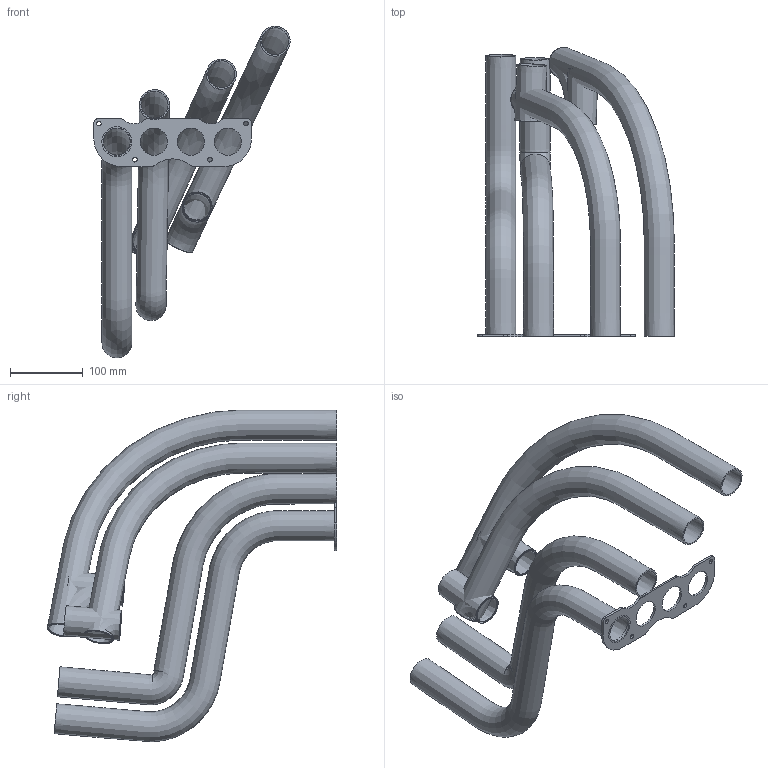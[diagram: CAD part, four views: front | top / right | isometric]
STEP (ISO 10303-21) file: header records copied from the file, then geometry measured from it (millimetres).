
FILE_DESCRIPTION((('zoo.dev export')), '2;1');
FILE_NAME('dump.step', '2025-02-11T21:33:13.121221813+00:00', ('Author unknown'), ('Organization unknown'), 'zoo.dev beta', 'zoo.dev', 'Authorization unknown');
FILE_SCHEMA(('AP203_CONFIGURATION_CONTROLLED_3D_DESIGN_OF_MECHANICAL_PARTS_AND_ASSEMBLIES_MIM_LF'));
Length unit declared in the file: metre
Products named in the file (5): UNIDENTIFIED_PRODUCT
Bounding box: 269.46 x 397.13 x 455.18 mm (x, y, z)
Volume: 581197.3 mm3; surface area: 640455.7 mm2
Topology: 5 solids, 5 shells, 46 faces, 108 edges, 72 vertices
Faces by surface type: cylinder 21, plane 17, bspline 8
Full cylindrical faces by diameter (mm): 6.35 x4, 37.211 x4
Entity records: 5168 total; most frequent: CARTESIAN_POINT 4050, DIRECTION 217, ORIENTED_EDGE 184, EDGE_CURVE 108, AXIS2_PLACEMENT_3D 96, EDGE_LOOP 86, FACE_BOUND 86, VERTEX_POINT 72
